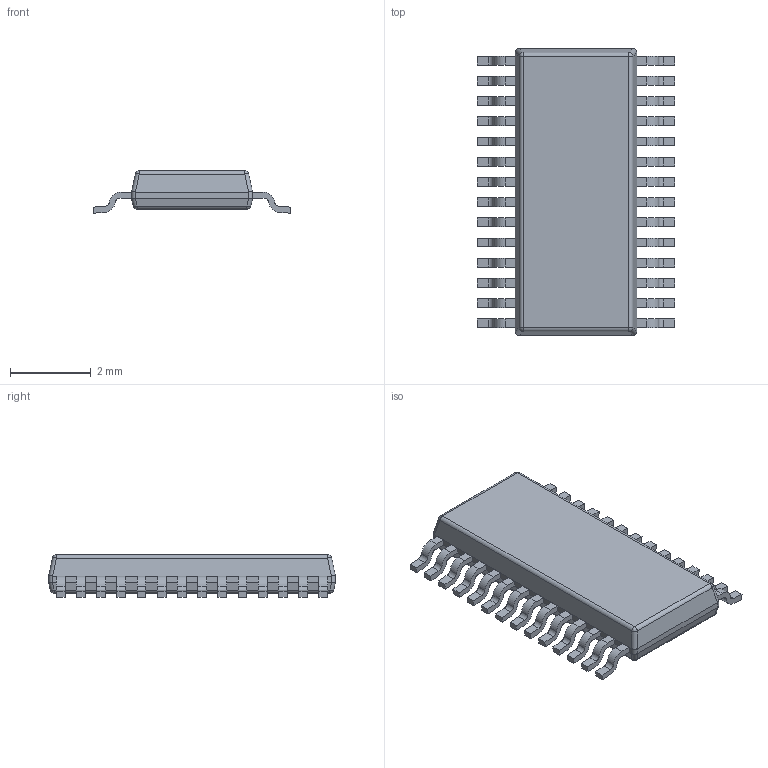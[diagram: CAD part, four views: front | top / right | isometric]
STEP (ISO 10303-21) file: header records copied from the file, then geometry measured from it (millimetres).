
FILE_DESCRIPTION((''),'2;1');
FILE_NAME('DGQ0028A_ASM','2020-10-01T13:52:38',('a0414801'),(''),'CREO PARAMETRIC BY PTC INC, 2018500','CREO PARAMETRIC BY PTC INC, 2018500','');
FILE_SCHEMA(('AUTOMOTIVE_DESIGN { 1 0 10303 214 1 1 1 1 }'));
Length unit declared in the file: millimetre
Products named in the file (4): BODY-VSSOP; LEAD-VSSOP; DAP; DGQ0028A_ASM
Assembly tree (30 placements, depth 2):
  DGQ0028A_ASM
    BODY-VSSOP
    LEAD-VSSOP  x28
    DAP
Bounding box: 4.9 x 7.1 x 1.05 mm (x, y, z)
Volume: 20.4 mm3; surface area: 98.4 mm2
Topology: 30 solids, 30 shells, 461 faces, 1176 edges, 776 vertices
Faces by surface type: plane 321, cylinder 132, sphere 8
Entity records: 3635 total; most frequent: CARTESIAN_POINT 578, DIRECTION 446, ORIENTED_EDGE 408, PRESENTATION_STYLE_ASSIGNMENT 207, STYLED_ITEM 207, CURVE_STYLE 204, EDGE_CURVE 204, AXIS2_PLACEMENT_3D 149
